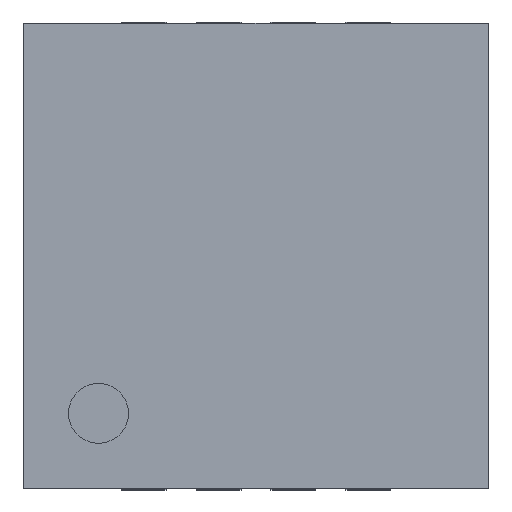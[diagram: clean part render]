
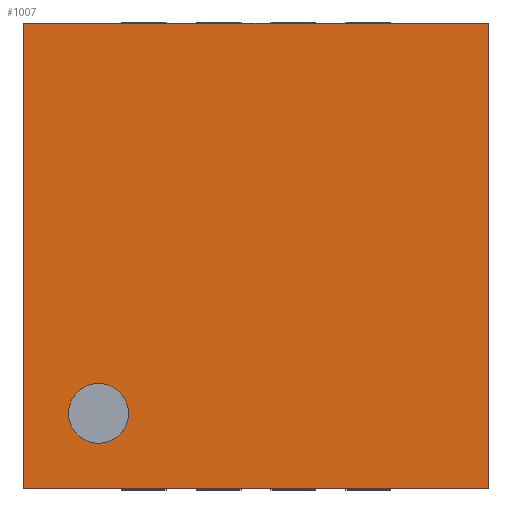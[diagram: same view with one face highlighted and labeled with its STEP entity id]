
A CAD part, top view. The second image highlights one B-rep face of the part: STEP entity #1007.
In plain terms, the highlighted planar face has unit normal (0, 0, 1).
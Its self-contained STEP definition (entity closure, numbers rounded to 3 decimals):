
#202 = VERTEX_POINT('',#203);
#203 = CARTESIAN_POINT('',(1.55,-1.55,0.81
    ));
#211 = EDGE_CURVE('',#202,#212,#214,.T.);
#212 = VERTEX_POINT('',#213);
#213 = CARTESIAN_POINT('',(-1.55,-1.55,0.81));
#214 = LINE('',#215,#216);
#215 = CARTESIAN_POINT('',(2.55,-1.55,0.81));
#216 = VECTOR('',#217,1.);
#217 = DIRECTION('',(-1.,0.,0.));
#673 = VERTEX_POINT('',#674);
#674 = CARTESIAN_POINT('',(1.55,1.55,0.81)
  );
#680 = EDGE_CURVE('',#673,#202,#681,.T.);
#681 = LINE('',#682,#683);
#682 = CARTESIAN_POINT('',(1.55,1.55,0.81));
#683 = VECTOR('',#684,1.);
#684 = DIRECTION('',(0.,-1.,0.));
#988 = EDGE_CURVE('',#212,#989,#991,.T.);
#989 = VERTEX_POINT('',#990);
#990 = CARTESIAN_POINT('',(-1.55,1.55,0.81
    ));
#991 = LINE('',#992,#993);
#992 = CARTESIAN_POINT('',(-1.55,-1.55,0.81));
#993 = VECTOR('',#994,1.);
#994 = DIRECTION('',(0.,1.,0.));
#1007 = ADVANCED_FACE('',(#1008,#1028),#1039,.T.);
#1008 = FACE_BOUND('',#1009,.T.);
#1009 = EDGE_LOOP('',(#1010,#1021));
#1010 = ORIENTED_EDGE('',*,*,#1011,.T.);
#1011 = EDGE_CURVE('',#1012,#1014,#1016,.T.);
#1012 = VERTEX_POINT('',#1013);
#1013 = CARTESIAN_POINT('',(-1.25,-1.05,0.81));
#1014 = VERTEX_POINT('',#1015);
#1015 = CARTESIAN_POINT('',(-0.85,-1.05,0.81));
#1016 = CIRCLE('',#1017,0.2);
#1017 = AXIS2_PLACEMENT_3D('',#1018,#1019,#1020);
#1018 = CARTESIAN_POINT('',(-1.05,-1.05,0.81));
#1019 = DIRECTION('',(0.,0.,-1.));
#1020 = DIRECTION('',(-1.,0.,0.));
#1021 = ORIENTED_EDGE('',*,*,#1022,.T.);
#1022 = EDGE_CURVE('',#1014,#1012,#1023,.T.);
#1023 = CIRCLE('',#1024,0.2);
#1024 = AXIS2_PLACEMENT_3D('',#1025,#1026,#1027);
#1025 = CARTESIAN_POINT('',(-1.05,-1.05,0.81));
#1026 = DIRECTION('',(0.,0.,-1.));
#1027 = DIRECTION('',(-1.,0.,0.));
#1028 = FACE_BOUND('',#1029,.T.);
#1029 = EDGE_LOOP('',(#1030,#1031,#1032,#1033));
#1030 = ORIENTED_EDGE('',*,*,#988,.F.);
#1031 = ORIENTED_EDGE('',*,*,#211,.F.);
#1032 = ORIENTED_EDGE('',*,*,#680,.F.);
#1033 = ORIENTED_EDGE('',*,*,#1034,.F.);
#1034 = EDGE_CURVE('',#989,#673,#1035,.T.);
#1035 = LINE('',#1036,#1037);
#1036 = CARTESIAN_POINT('',(-1.55,1.55,0.81));
#1037 = VECTOR('',#1038,1.);
#1038 = DIRECTION('',(1.,0.,0.));
#1039 = PLANE('',#1040);
#1040 = AXIS2_PLACEMENT_3D('',#1041,#1042,#1043);
#1041 = CARTESIAN_POINT('',(-1.55,-1.55,0.81));
#1042 = DIRECTION('',(0.,0.,1.));
#1043 = DIRECTION('',(1.,0.,0.));
